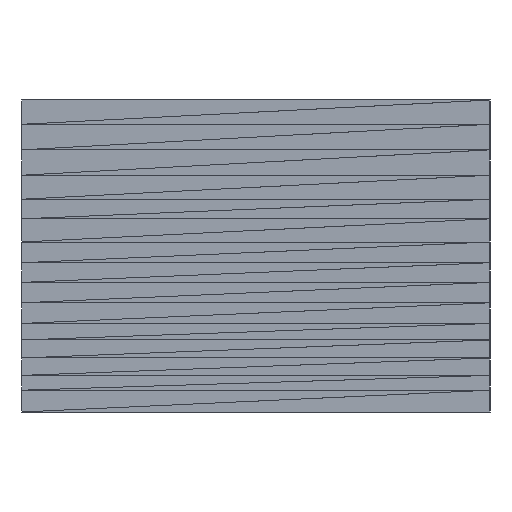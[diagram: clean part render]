
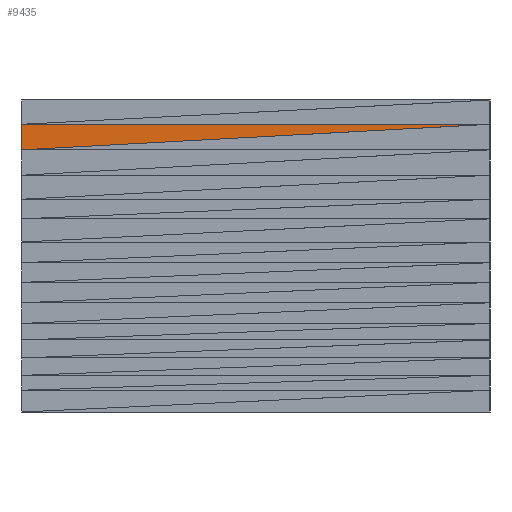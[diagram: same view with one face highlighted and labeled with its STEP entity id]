
A CAD part, left-side view. The second image highlights one B-rep face of the part: STEP entity #9435.
In plain terms, the highlighted planar face has unit normal (-1, 0, 0).
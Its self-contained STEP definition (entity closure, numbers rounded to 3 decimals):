
#9435 = ADVANCED_FACE('',(#9436),#9462,.T.);
#9436 = FACE_BOUND('',#9437,.T.);
#9437 = EDGE_LOOP('',(#9438,#9448,#9456));
#9438 = ORIENTED_EDGE('',*,*,#9439,.F.);
#9439 = EDGE_CURVE('',#9440,#9442,#9444,.T.);
#9440 = VERTEX_POINT('',#9441);
#9441 = CARTESIAN_POINT('',(-0.064,0.047,
    0.067));
#9442 = VERTEX_POINT('',#9443);
#9443 = CARTESIAN_POINT('',(-0.064,0.047,
    0.074));
#9444 = LINE('',#9445,#9446);
#9445 = CARTESIAN_POINT('',(-0.064,0.047,
    0.067));
#9446 = VECTOR('',#9447,1.);
#9447 = DIRECTION('',(0.,0.,1.));
#9448 = ORIENTED_EDGE('',*,*,#9449,.F.);
#9449 = EDGE_CURVE('',#9450,#9440,#9452,.T.);
#9450 = VERTEX_POINT('',#9451);
#9451 = CARTESIAN_POINT('',(-0.064,-0.073,
    0.074));
#9452 = LINE('',#9453,#9454);
#9453 = CARTESIAN_POINT('',(-0.064,-0.073,
    0.074));
#9454 = VECTOR('',#9455,1.);
#9455 = DIRECTION('',(0.,0.999,-0.054));
#9456 = ORIENTED_EDGE('',*,*,#9457,.F.);
#9457 = EDGE_CURVE('',#9442,#9450,#9458,.T.);
#9458 = LINE('',#9459,#9460);
#9459 = CARTESIAN_POINT('',(-0.064,0.047,
    0.074));
#9460 = VECTOR('',#9461,1.);
#9461 = DIRECTION('',(0.,-1.,0.));
#9462 = PLANE('',#9463);
#9463 = AXIS2_PLACEMENT_3D('',#9464,#9465,#9466);
#9464 = CARTESIAN_POINT('',(-0.064,-0.011,
    0.072));
#9465 = DIRECTION('',(-1.,-0.,-0.));
#9466 = DIRECTION('',(0.,0.,-1.));
